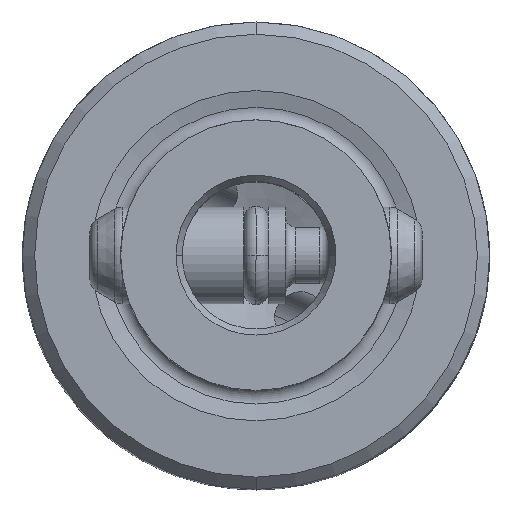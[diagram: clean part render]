
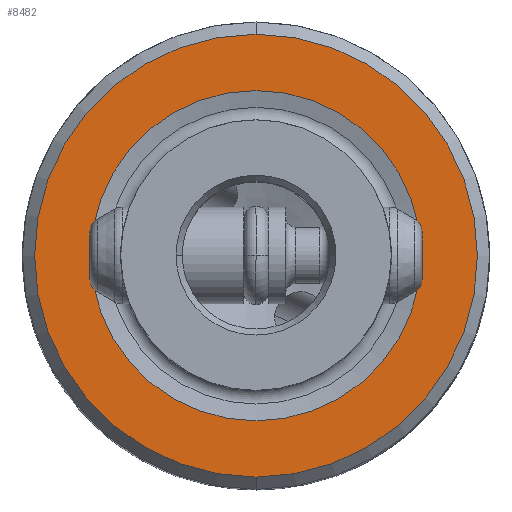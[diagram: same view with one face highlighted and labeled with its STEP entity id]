
A CAD part, top view. The second image highlights one B-rep face of the part: STEP entity #8482.
In plain terms, the highlighted planar face has unit normal (0, 0, 1).
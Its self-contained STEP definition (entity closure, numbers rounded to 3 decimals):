
#3438=VERTEX_POINT('NONE',#10082);
#4270=EDGE_CURVE('NONE',#3438,#6838,#11003,.T.);
#4442=VERTEX_POINT('NONE',#11193);
#6130=EDGE_CURVE('NONE',#4442,#6486,#13067,.F.);
#6486=VERTEX_POINT('NONE',#13467);
#6838=VERTEX_POINT('NONE',#13856);
#8482=ADVANCED_FACE('NONE',(#15658,#15659),#15660,.F.);
#9062=EDGE_CURVE('NONE',#6486,#4442,#16314,.T.);
#9936=EDGE_CURVE('NONE',#6838,#3438,#17262,.F.);
#10082=CARTESIAN_POINT('',(-6.712,0.,0.));
#11003=CIRCLE('',#21906,6.712);
#11193=CARTESIAN_POINT('',(0.,9.,0.));
#13067=CIRCLE('',#30902,9.);
#13467=CARTESIAN_POINT('',(0.,-9.,0.));
#13856=CARTESIAN_POINT('',(6.712,0.,0.));
#15658=FACE_OUTER_BOUND('',#39873,.T.);
#15659=FACE_BOUND('',#39874,.T.);
#15660=PLANE('',#39875);
#16314=CIRCLE('',#43351,9.);
#17262=CIRCLE('',#45751,6.712);
#21906=AXIS2_PLACEMENT_3D('',#46893,#46894,#46895);
#30902=AXIS2_PLACEMENT_3D('',#49085,#49086,#49087);
#39873=EDGE_LOOP('',(#51809,#51810));
#39874=EDGE_LOOP('',(#51811,#51812));
#39875=AXIS2_PLACEMENT_3D('',#51813,#51814,#51815);
#43351=AXIS2_PLACEMENT_3D('',#52626,#52627,#52628);
#45751=AXIS2_PLACEMENT_3D('',#53507,#53508,#53509);
#46893=CARTESIAN_POINT('',(0.,0.,0.));
#46894=DIRECTION('',(0.,0.,1.0));
#46895=DIRECTION('',(1.0,0.,0.0));
#49085=CARTESIAN_POINT('',(0.0,0.0,0.));
#49086=DIRECTION('',(0.,0.,-1.0));
#49087=DIRECTION('',(0.,1.0,0.));
#51809=ORIENTED_EDGE('',*,*,#6130,.T.);
#51810=ORIENTED_EDGE('',*,*,#9062,.T.);
#51811=ORIENTED_EDGE('',*,*,#9936,.F.);
#51812=ORIENTED_EDGE('',*,*,#4270,.F.);
#51813=CARTESIAN_POINT('',(0.,5.5,0.));
#51814=DIRECTION('',(0.,0.,-1.0));
#51815=DIRECTION('',(1.0,0.,0.));
#52626=CARTESIAN_POINT('',(0.0,0.0,0.));
#52627=DIRECTION('',(0.,0.,1.0));
#52628=DIRECTION('',(0.,1.0,0.));
#53507=CARTESIAN_POINT('',(0.,0.,0.));
#53508=DIRECTION('',(0.,0.,-1.0));
#53509=DIRECTION('',(1.0,0.,0.0));
